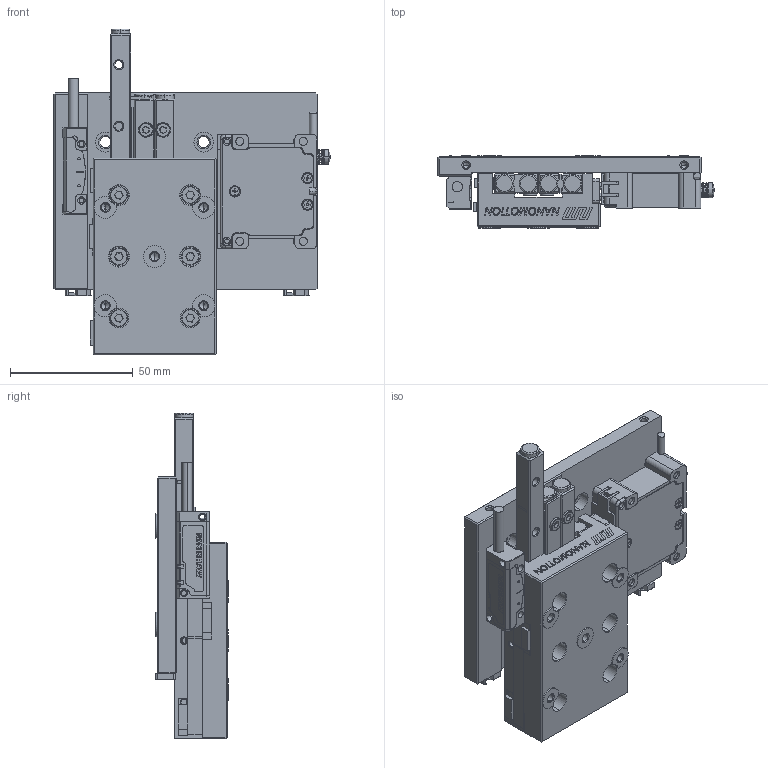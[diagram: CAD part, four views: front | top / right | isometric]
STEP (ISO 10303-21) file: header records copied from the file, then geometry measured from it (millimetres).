
FILE_DESCRIPTION (( 'STEP AP214' ), '1' );
FILE_NAME ('FBS050050-10004.STEP', '2020-05-07T05:57:17', ( 'IL01OD77172' ), ( 'Johnson Electric International AG' ), 'SwSTEP 2.0', 'SolidWorks 2015', '' );
FILE_SCHEMA (( 'AUTOMOTIVE_DESIGN' ));
Length unit declared in the file: millimetre
Products named in the file (26): SM-SC-DIN9121_SM03SC12; SY000082-cage_CRWG 3-50; SM-SC-DIN9121_SM04SC10; EA000412; SY000089; SM-SC-DIN9121_SM25SC10; SY000144; EA00-DIN915_EA000411; CSB175S20W-00_CSB080S10W-00; LOCK130002-02_LOCK130002-02; F05014S052-00_DEFAULT; Interpolator_SY000153; SM-Set-DIN9136_SM03SP05; TONIC-HEAD_SY000086; CROSS_ROLLER_FB_SY000421; SM-SC-DIN9121_SM04SC16; SY000082-Rail_SY000421; WASM-RIBBED_WASM0302; SY000145; WASM-RIBBED_WASM0402; F05014S051-00_DEFAULT; WASM-RIBBED_WASM2501; FBS050050-10004; HR-LS4-MOTOR_HR4-1-S-3; SM04FS05 DIN7991_SM04FS05; SY000138_SY000138-75
Assembly tree (59 placements, depth 3):
  Interpolator_SY000153
  FBS050050-10004
    CSB175S20W-00_CSB080S10W-00
    HR-LS4-MOTOR_HR4-1-S-3
    TONIC-HEAD_SY000086
    F05014S051-00_DEFAULT
    F05014S052-00_DEFAULT
    SM-SC-DIN9121_SM04SC16  x4
    WASM-RIBBED_WASM0402  x10
    SM-SC-DIN9121_SM03SC12  x6
    SM-SC-DIN9121_SM04SC10  x6
    WASM-RIBBED_WASM0302  x6
    SM-SC-DIN9121_SM25SC10  x2
    WASM-RIBBED_WASM2501  x2
    CROSS_ROLLER_FB_SY000421  x2
      SY000082-Rail_SY000421
      SY000082-cage_CRWG 3-50
    EA000412  x2
    SM-Set-DIN9136_SM03SP05  x3
    EA00-DIN915_EA000411
    SY000145
    SY000144
    SY000138_SY000138-75
    SY000089
    LOCK130002-02_LOCK130002-02
    SM04FS05 DIN7991_SM04FS05  x2
Bounding box: 112.28 x 29.65 x 132.5 mm (x, y, z)
Volume: 136443.1 mm3; surface area: 79190.3 mm2
Topology: 59 solids, 73 shells, 3294 faces, 8280 edges, 5212 vertices
Faces by surface type: plane 1648, cylinder 942, cone 414, bspline 213, torus 72, sphere 5
Entity records: 95053 total; most frequent: CARTESIAN_POINT 24729, ORIENTED_EDGE 12612, DIRECTION 11539, EDGE_CURVE 6306, LINE 4151, VECTOR 4151, VERTEX_POINT 4060, AXIS2_PLACEMENT_3D 3694
